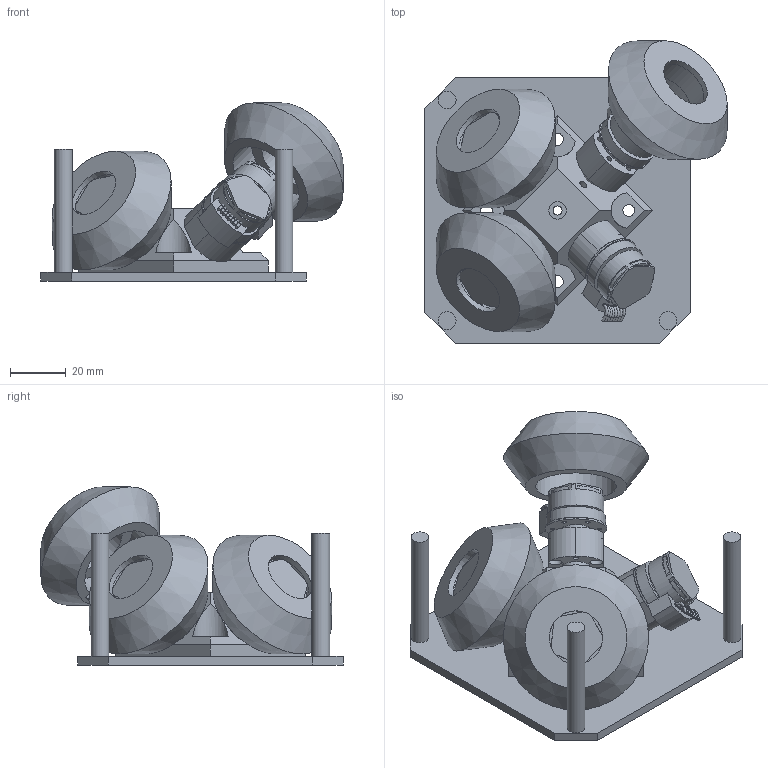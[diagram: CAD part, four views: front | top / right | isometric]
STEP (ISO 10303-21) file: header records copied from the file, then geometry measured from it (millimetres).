
FILE_DESCRIPTION(('HOOPS Exchange Step'),'2;1');
FILE_NAME('temp_export','2022-04-05T12:02:50-05:00',('tom'),('Shapr3D Limited'),'HOOPS Exchange 2021.2','Shapr3D','Authorized');
FILE_SCHEMA( ('AP203_CONFIGURATION_CONTROLLED_3D_DESIGN_OF_MECHANICAL_PARTS_AND_ASSEMBLIES_MIM_LF') );
Length unit declared in the file: millimetre
Products named in the file (11): Standoffs; 2214S_BXTR.stp (2); NW; 2214S_BXTR.stp (1); SW; SE; 2214S_BXTR.stp; NE; Assy; 9F716285-7E7C-4A48-975C-FF8B0A9AB7F0.tmp
Assembly tree (10 placements, depth 4):
  9F716285-7E7C-4A48-975C-FF8B0A9AB7F0.tmp
    Assy
      Standoffs
      NW
        2214S_BXTR.stp (2)
      SW
        2214S_BXTR.stp (1)
      SE
        2214S_BXTR.stp (1)
      NE
        2214S_BXTR.stp
Bounding box: 108.18 x 108.18 x 63.84 mm (x, y, z)
Volume: 154188.3 mm3; surface area: 72149.4 mm2
Topology: 16 solids, 16 shells, 586 faces, 1442 edges, 998 vertices
Faces by surface type: cylinder 266, plane 254, cone 34, torus 32
Full cylindrical faces by diameter (mm): 1 x64, 1.6 x24, 2 x24, 2.87 x12, 3 x4, 3.251 x1, 3.5 x4, 3.556 x4, 4.216 x8, 4.7 x4, 4.763 x12, 6.35 x4, 7 x4, 9.525 x4, 10 x12, 17.5 x4, 19.05 x3, 20 x7, 22 x4, 22.225 x4, 29 x3
Entity records: 18753 total; most frequent: CARTESIAN_POINT 3493, DIRECTION 3442, ORIENTED_EDGE 2884, AXIS2_PLACEMENT_3D 1451, EDGE_CURVE 1442, VERTEX_POINT 998, CIRCLE 838, EDGE_LOOP 810
